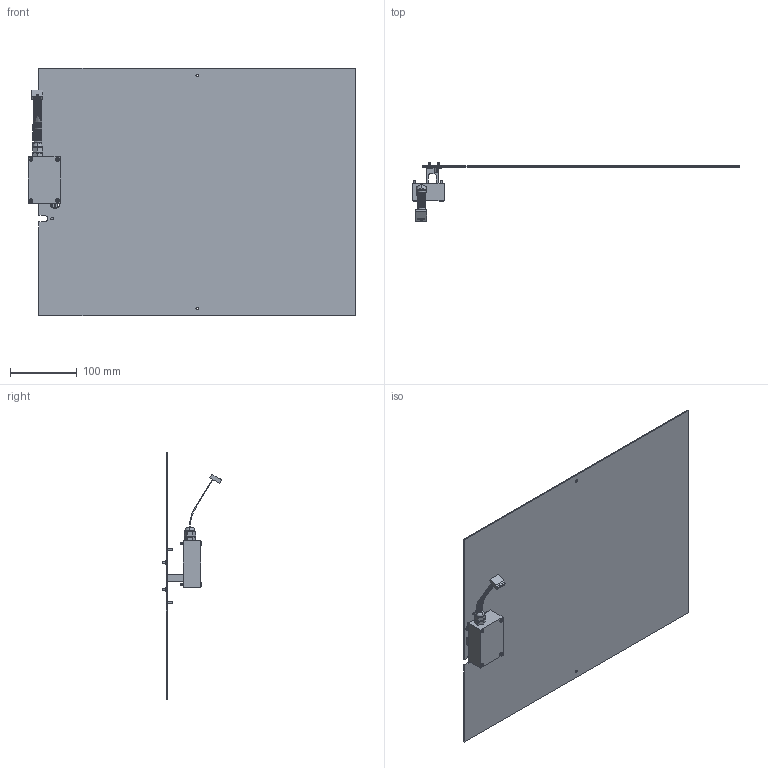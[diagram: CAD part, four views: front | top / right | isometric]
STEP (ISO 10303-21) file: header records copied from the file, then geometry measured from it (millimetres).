
FILE_DESCRIPTION (( 'STEP AP214' ), '1' );
FILE_NAME ('INGUN_110368.STEP', '2021-10-11T06:58:59', ( '' ), ( '' ), 'SwSTEP 2.0', 'SolidWorks 2018', '' );
FILE_SCHEMA (( 'AUTOMOTIVE_DESIGN' ));
Length unit declared in the file: millimetre
Products named in the file (11): 105685~1_KUNDE<S>; 110425~3_KUNDE<S>; 102736~2; 43644~0; INGUN_110368; DIN7991~n_M03,0x010 VA; 110369~0_S; 107362~0_S; 105682~1_S; ISO7380~n_M03,0x030; 104132~1_S
Assembly tree (16 placements, depth 3):
  INGUN_110368
    105685~1_KUNDE<S>
      110425~3_KUNDE<S>
      43644~0
      ISO7380~n_M03,0x030  x4
      107362~0_S
    105682~1_S
    110369~0_S
    DIN7991~n_M03,0x010 VA  x2
    104132~1_S  x2
    102736~2  x2
Bounding box: 492 x 89.69 x 372 mm (x, y, z)
Volume: 362039 mm3; surface area: 382421.6 mm2
Topology: 15 solids, 15 shells, 573 faces, 1405 edges, 909 vertices
Faces by surface type: cylinder 248, plane 229, cone 41, torus 38, bspline 17
Entity records: 14829 total; most frequent: CARTESIAN_POINT 3788, DIRECTION 2228, ORIENTED_EDGE 2110, EDGE_CURVE 1055, AXIS2_PLACEMENT_3D 808, VERTEX_POINT 685, VECTOR 612, LINE 612
